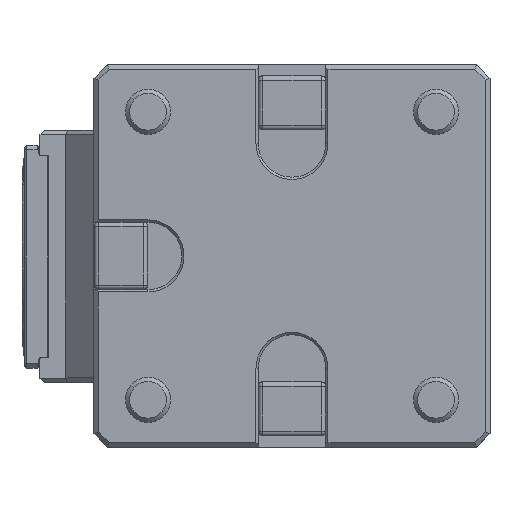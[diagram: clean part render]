
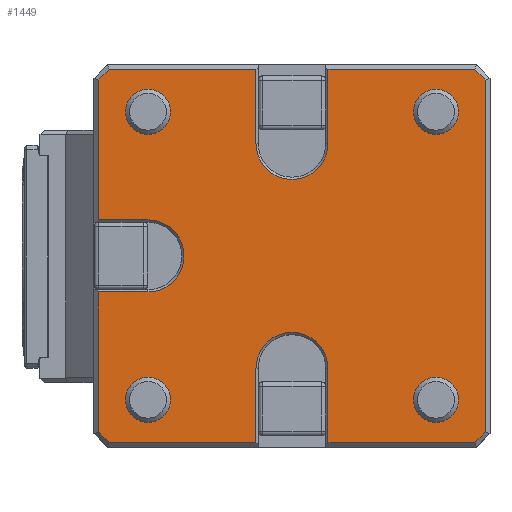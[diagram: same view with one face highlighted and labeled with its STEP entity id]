
A CAD part, top view. The second image highlights one B-rep face of the part: STEP entity #1449.
In plain terms, the highlighted planar face has unit normal (0, 0, 1).
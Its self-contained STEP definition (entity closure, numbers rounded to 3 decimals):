
#277=LINE('',#6170,#656);
#279=LINE('',#6174,#658);
#282=LINE('',#6180,#661);
#283=LINE('',#6182,#662);
#285=LINE('',#6186,#664);
#288=LINE('',#6194,#667);
#290=LINE('',#6198,#669);
#293=LINE('',#6204,#672);
#296=LINE('',#6210,#675);
#299=LINE('',#6216,#678);
#302=LINE('',#6226,#681);
#305=LINE('',#6232,#684);
#310=LINE('',#6241,#689);
#312=LINE('',#6245,#691);
#314=LINE('',#6249,#693);
#315=LINE('',#6251,#694);
#317=LINE('',#6255,#696);
#656=VECTOR('',#4676,1.);
#658=VECTOR('',#4680,1.);
#661=VECTOR('',#4685,1.);
#662=VECTOR('',#4688,1.);
#664=VECTOR('',#4692,1.);
#667=VECTOR('',#4701,1.);
#669=VECTOR('',#4705,1.);
#672=VECTOR('',#4710,1.);
#675=VECTOR('',#4715,1.);
#678=VECTOR('',#4720,1.);
#681=VECTOR('',#4731,1.);
#684=VECTOR('',#4736,1.);
#689=VECTOR('',#4743,1.);
#691=VECTOR('',#4747,1.);
#693=VECTOR('',#4751,1.);
#694=VECTOR('',#4754,1.);
#696=VECTOR('',#4758,1.);
#921=CIRCLE('',#3991,8.);
#922=CIRCLE('',#3998,8.);
#924=CIRCLE('',#4006,8.);
#925=CIRCLE('',#4015,4.995);
#926=CIRCLE('',#4016,4.995);
#927=CIRCLE('',#4017,4.995);
#928=CIRCLE('',#4018,4.995);
#1075=PLANE('',#4019);
#1449=ADVANCED_FACE('',(#1593,#1594,#1595,#1596,#1597),#1075,.F.);
#1593=FACE_BOUND('',#1790,.T.);
#1594=FACE_BOUND('',#1791,.T.);
#1595=FACE_BOUND('',#1792,.T.);
#1596=FACE_BOUND('',#1793,.T.);
#1597=FACE_BOUND('',#1794,.T.);
#1790=EDGE_LOOP('',(#2482));
#1791=EDGE_LOOP('',(#2483));
#1792=EDGE_LOOP('',(#2484));
#1793=EDGE_LOOP('',(#2485));
#1794=EDGE_LOOP('',(#2486,#2487,#2488,#2489,#2490,#2491,#2492,#2493,#2494,
#2495,#2496,#2497,#2498,#2499,#2500,#2501,#2502,#2503,#2504,#2505));
#2482=ORIENTED_EDGE('',*,*,#3590,.T.);
#2483=ORIENTED_EDGE('',*,*,#3591,.T.);
#2484=ORIENTED_EDGE('',*,*,#3592,.T.);
#2485=ORIENTED_EDGE('',*,*,#3593,.T.);
#2486=ORIENTED_EDGE('',*,*,#3589,.T.);
#2487=ORIENTED_EDGE('',*,*,#3587,.T.);
#2488=ORIENTED_EDGE('',*,*,#3586,.T.);
#2489=ORIENTED_EDGE('',*,*,#3584,.T.);
#2490=ORIENTED_EDGE('',*,*,#3582,.T.);
#2491=ORIENTED_EDGE('',*,*,#3577,.T.);
#2492=ORIENTED_EDGE('',*,*,#3574,.T.);
#2493=ORIENTED_EDGE('',*,*,#3573,.T.);
#2494=ORIENTED_EDGE('',*,*,#3569,.T.);
#2495=ORIENTED_EDGE('',*,*,#3566,.T.);
#2496=ORIENTED_EDGE('',*,*,#3563,.T.);
#2497=ORIENTED_EDGE('',*,*,#3560,.T.);
#2498=ORIENTED_EDGE('',*,*,#3558,.T.);
#2499=ORIENTED_EDGE('',*,*,#3556,.T.);
#2500=ORIENTED_EDGE('',*,*,#3554,.T.);
#2501=ORIENTED_EDGE('',*,*,#3552,.T.);
#2502=ORIENTED_EDGE('',*,*,#3551,.T.);
#2503=ORIENTED_EDGE('',*,*,#3548,.T.);
#2504=ORIENTED_EDGE('',*,*,#3546,.T.);
#2505=ORIENTED_EDGE('',*,*,#3545,.T.);
#3130=VERTEX_POINT('',#6165);
#3131=VERTEX_POINT('',#6167);
#3132=VERTEX_POINT('',#6171);
#3133=VERTEX_POINT('',#6175);
#3134=VERTEX_POINT('',#6179);
#3135=VERTEX_POINT('',#6183);
#3136=VERTEX_POINT('',#6187);
#3137=VERTEX_POINT('',#6191);
#3138=VERTEX_POINT('',#6195);
#3139=VERTEX_POINT('',#6199);
#3140=VERTEX_POINT('',#6203);
#3143=VERTEX_POINT('',#6211);
#3145=VERTEX_POINT('',#6217);
#3146=VERTEX_POINT('',#6221);
#3148=VERTEX_POINT('',#6227);
#3150=VERTEX_POINT('',#6233);
#3152=VERTEX_POINT('',#6240);
#3153=VERTEX_POINT('',#6244);
#3154=VERTEX_POINT('',#6248);
#3155=VERTEX_POINT('',#6252);
#3156=VERTEX_POINT('',#6258);
#3157=VERTEX_POINT('',#6260);
#3158=VERTEX_POINT('',#6262);
#3159=VERTEX_POINT('',#6264);
#3545=EDGE_CURVE('',#3130,#3131,#921,.T.);
#3546=EDGE_CURVE('',#3132,#3130,#277,.T.);
#3548=EDGE_CURVE('',#3133,#3132,#279,.T.);
#3551=EDGE_CURVE('',#3134,#3133,#282,.T.);
#3552=EDGE_CURVE('',#3135,#3134,#283,.T.);
#3554=EDGE_CURVE('',#3136,#3135,#285,.T.);
#3556=EDGE_CURVE('',#3137,#3136,#922,.T.);
#3558=EDGE_CURVE('',#3138,#3137,#288,.T.);
#3560=EDGE_CURVE('',#3139,#3138,#290,.T.);
#3563=EDGE_CURVE('',#3140,#3139,#293,.T.);
#3566=EDGE_CURVE('',#3143,#3140,#296,.T.);
#3569=EDGE_CURVE('',#3145,#3143,#299,.T.);
#3573=EDGE_CURVE('',#3146,#3145,#924,.T.);
#3574=EDGE_CURVE('',#3148,#3146,#302,.T.);
#3577=EDGE_CURVE('',#3150,#3148,#305,.T.);
#3582=EDGE_CURVE('',#3152,#3150,#310,.T.);
#3584=EDGE_CURVE('',#3153,#3152,#312,.T.);
#3586=EDGE_CURVE('',#3154,#3153,#314,.T.);
#3587=EDGE_CURVE('',#3155,#3154,#315,.T.);
#3589=EDGE_CURVE('',#3131,#3155,#317,.T.);
#3590=EDGE_CURVE('',#3156,#3156,#925,.T.);
#3591=EDGE_CURVE('',#3157,#3157,#926,.T.);
#3592=EDGE_CURVE('',#3158,#3158,#927,.T.);
#3593=EDGE_CURVE('',#3159,#3159,#928,.T.);
#3991=AXIS2_PLACEMENT_3D('',#6168,#4672,#4673);
#3998=AXIS2_PLACEMENT_3D('',#6190,#4696,#4697);
#4006=AXIS2_PLACEMENT_3D('',#6224,#4727,#4728);
#4015=AXIS2_PLACEMENT_3D('',#6257,#4761,#4762);
#4016=AXIS2_PLACEMENT_3D('',#6259,#4763,#4764);
#4017=AXIS2_PLACEMENT_3D('',#6261,#4765,#4766);
#4018=AXIS2_PLACEMENT_3D('',#6263,#4767,#4768);
#4019=AXIS2_PLACEMENT_3D('',#6265,#4769,#4770);
#4672=DIRECTION('',(0.,0.,-1.));
#4673=DIRECTION('',(1.,0.,0.));
#4676=DIRECTION('',(0.,1.,0.));
#4680=DIRECTION('',(1.,0.,0.));
#4685=DIRECTION('',(0.707,-0.707,0.));
#4688=DIRECTION('',(0.,-1.,0.));
#4692=DIRECTION('',(-1.,0.,0.));
#4696=DIRECTION('',(0.,0.,-1.));
#4697=DIRECTION('',(1.,0.,0.));
#4701=DIRECTION('',(1.,0.,0.));
#4705=DIRECTION('',(0.,-1.,0.));
#4710=DIRECTION('',(-0.707,-0.707,0.));
#4715=DIRECTION('',(-1.,0.,0.));
#4720=DIRECTION('',(0.,1.,0.));
#4727=DIRECTION('',(0.,0.,-1.));
#4728=DIRECTION('',(1.,0.,0.));
#4731=DIRECTION('',(0.,-1.,0.));
#4736=DIRECTION('',(-1.,0.,0.));
#4743=DIRECTION('',(-0.707,0.707,0.));
#4747=DIRECTION('',(0.,1.,0.));
#4751=DIRECTION('',(0.707,0.707,0.));
#4754=DIRECTION('',(1.,0.,0.));
#4758=DIRECTION('',(0.,-1.,0.));
#4761=DIRECTION('',(0.,0.,-1.));
#4762=DIRECTION('',(0.,1.,0.));
#4763=DIRECTION('',(0.,0.,-1.));
#4764=DIRECTION('',(0.,1.,0.));
#4765=DIRECTION('',(0.,0.,-1.));
#4766=DIRECTION('',(0.,1.,0.));
#4767=DIRECTION('',(0.,0.,-1.));
#4768=DIRECTION('',(0.,1.,0.));
#4769=DIRECTION('',(0.,0.,-1.));
#4770=DIRECTION('',(-1.,0.,0.));
#6165=CARTESIAN_POINT('',(-8.,-25.,0.));
#6167=CARTESIAN_POINT('',(8.,-25.,0.));
#6168=CARTESIAN_POINT('',(0.,-25.,0.));
#6170=CARTESIAN_POINT('',(-8.,42.5,0.));
#6171=CARTESIAN_POINT('',(-8.,-41.5,0.));
#6174=CARTESIAN_POINT('',(44.,-41.5,0.));
#6175=CARTESIAN_POINT('',(-40.586,-41.5,0.));
#6179=CARTESIAN_POINT('',(-43.,-39.086,0.));
#6180=CARTESIAN_POINT('',(-40.293,-41.793,0.));
#6182=CARTESIAN_POINT('',(-43.,42.5,0.));
#6183=CARTESIAN_POINT('',(-43.,-8.,0.));
#6186=CARTESIAN_POINT('',(-44.,-8.,0.));
#6187=CARTESIAN_POINT('',(-32.,-8.,0.));
#6190=CARTESIAN_POINT('',(-32.,0.,0.));
#6191=CARTESIAN_POINT('',(-32.,8.,0.));
#6194=CARTESIAN_POINT('',(-32.,8.,0.));
#6195=CARTESIAN_POINT('',(-43.,8.,0.));
#6198=CARTESIAN_POINT('',(-43.,42.5,0.));
#6199=CARTESIAN_POINT('',(-43.,39.086,0.));
#6203=CARTESIAN_POINT('',(-40.586,41.5,0.));
#6204=CARTESIAN_POINT('',(-43.293,38.793,0.));
#6210=CARTESIAN_POINT('',(-41.,41.5,0.));
#6211=CARTESIAN_POINT('',(-8.,41.5,0.));
#6216=CARTESIAN_POINT('',(-8.,42.5,0.));
#6217=CARTESIAN_POINT('',(-8.,25.,0.));
#6221=CARTESIAN_POINT('',(8.,25.,0.));
#6224=CARTESIAN_POINT('',(0.,25.,0.));
#6226=CARTESIAN_POINT('',(8.,42.5,0.));
#6227=CARTESIAN_POINT('',(8.,41.5,0.));
#6232=CARTESIAN_POINT('',(8.,41.5,0.));
#6233=CARTESIAN_POINT('',(40.586,41.5,0.));
#6240=CARTESIAN_POINT('',(43.,39.086,0.));
#6241=CARTESIAN_POINT('',(40.293,41.793,0.));
#6244=CARTESIAN_POINT('',(43.,-39.086,0.));
#6245=CARTESIAN_POINT('',(43.,42.5,0.));
#6248=CARTESIAN_POINT('',(40.586,-41.5,0.));
#6249=CARTESIAN_POINT('',(43.293,-38.793,0.));
#6251=CARTESIAN_POINT('',(44.,-41.5,0.));
#6252=CARTESIAN_POINT('',(8.,-41.5,0.));
#6255=CARTESIAN_POINT('',(8.,42.5,0.));
#6257=CARTESIAN_POINT('',(32.,32.,0.));
#6258=CARTESIAN_POINT('',(32.,36.995,0.));
#6259=CARTESIAN_POINT('',(-32.,32.,0.));
#6260=CARTESIAN_POINT('',(-32.,36.995,0.));
#6261=CARTESIAN_POINT('',(-32.,-32.,0.));
#6262=CARTESIAN_POINT('',(-32.,-27.005,0.));
#6263=CARTESIAN_POINT('',(32.,-32.,0.));
#6264=CARTESIAN_POINT('',(32.,-27.005,0.));
#6265=CARTESIAN_POINT('',(44.,42.5,0.));
